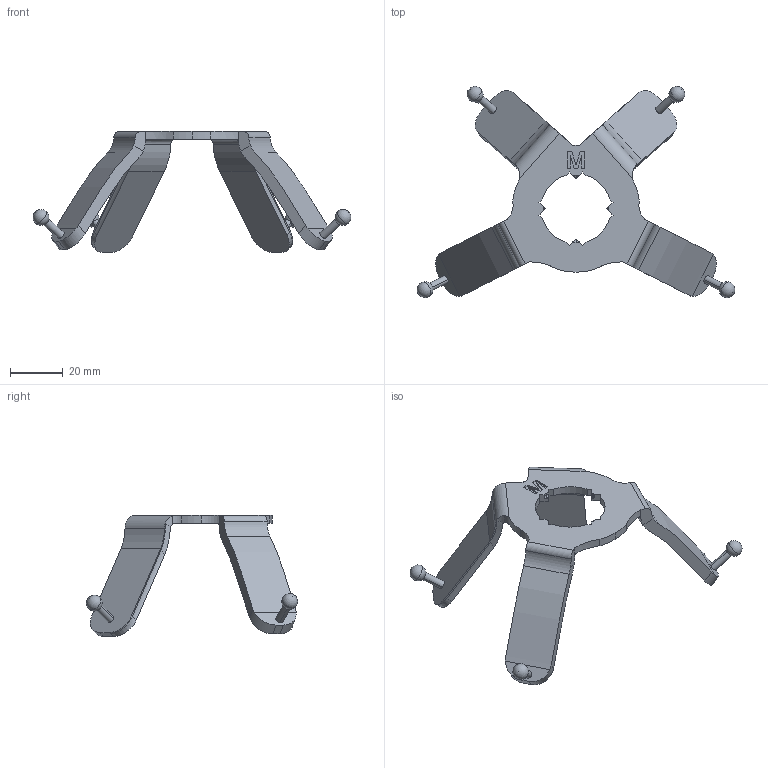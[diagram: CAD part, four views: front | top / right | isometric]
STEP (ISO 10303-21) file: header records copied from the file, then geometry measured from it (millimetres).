
FILE_DESCRIPTION (( 'STEP AP203' ), '1' );
FILE_NAME ('Mask Harness v5.STEP', '2020-05-04T18:33:15', ( '' ), ( '' ), 'SwSTEP 2.0', 'SolidWorks 2018', '' );
FILE_SCHEMA (( 'CONFIG_CONTROL_DESIGN' ));
Length unit declared in the file: millimetre
Products named in the file (1): Mask Harness v5
Bounding box: 120.17 x 79.9 x 45.78 mm (x, y, z)
Volume: 18399 mm3; surface area: 13589.7 mm2
Topology: 1 solids, 1 shells, 164 faces, 471 edges, 310 vertices
Faces by surface type: plane 78, cylinder 60, torus 10, sphere 8, bspline 8
Entity records: 5728 total; most frequent: CARTESIAN_POINT 1490, ORIENTED_EDGE 906, DIRECTION 835, EDGE_CURVE 453, VERTEX_POINT 300, AXIS2_PLACEMENT_3D 289, LINE 257, VECTOR 257
